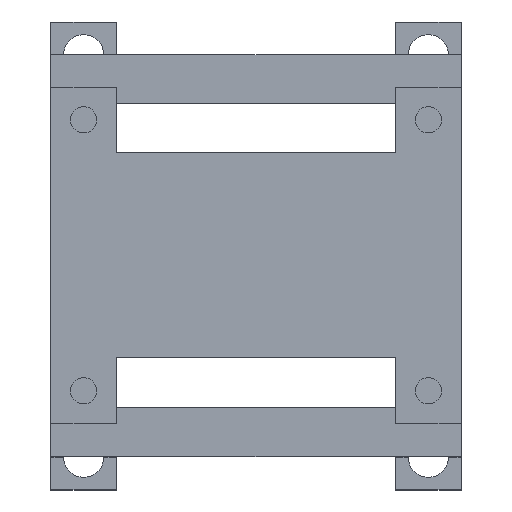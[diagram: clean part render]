
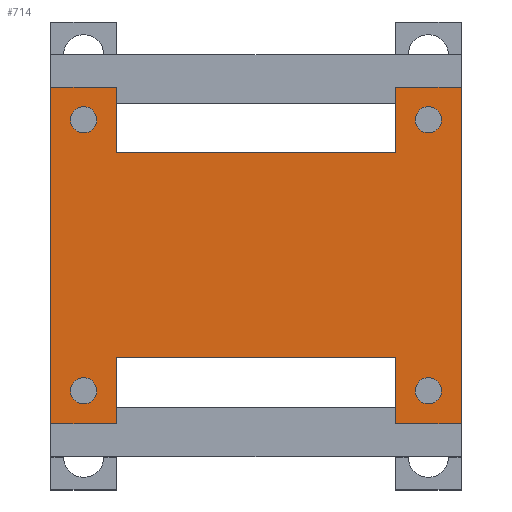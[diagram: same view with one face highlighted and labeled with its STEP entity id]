
A CAD part, top view. The second image highlights one B-rep face of the part: STEP entity #714.
In plain terms, the highlighted planar face has unit normal (0, 0, 1).
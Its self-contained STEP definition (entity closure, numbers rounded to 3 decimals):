
#74=CARTESIAN_POINT('Vertex',(17.,12.5,0.5)) ;
#88=CARTESIAN_POINT('Vertex',(-17.,12.5,0.5)) ;
#91=CARTESIAN_POINT('Line Origine',(0.,12.5,0.5)) ;
#119=CARTESIAN_POINT('Vertex',(-17.,20.5,0.5)) ;
#122=CARTESIAN_POINT('Line Origine',(-17.,16.5,0.5)) ;
#150=CARTESIAN_POINT('Vertex',(-25.,20.5,0.5)) ;
#153=CARTESIAN_POINT('Line Origine',(-21.,20.5,0.5)) ;
#181=CARTESIAN_POINT('Vertex',(-25.,-20.5,0.5)) ;
#184=CARTESIAN_POINT('Line Origine',(-25.,0.,0.5)) ;
#212=CARTESIAN_POINT('Vertex',(-17.,-20.5,0.5)) ;
#215=CARTESIAN_POINT('Line Origine',(-21.,-20.5,0.5)) ;
#238=CARTESIAN_POINT('Vertex',(-17.,-12.5,0.5)) ;
#241=CARTESIAN_POINT('Line Origine',(-17.,-16.5,0.5)) ;
#269=CARTESIAN_POINT('Vertex',(17.,-12.5,0.5)) ;
#272=CARTESIAN_POINT('Line Origine',(0.,-12.5,0.5)) ;
#300=CARTESIAN_POINT('Vertex',(17.,-20.5,0.5)) ;
#303=CARTESIAN_POINT('Line Origine',(17.,-16.5,0.5)) ;
#326=CARTESIAN_POINT('Vertex',(25.,-20.5,0.5)) ;
#329=CARTESIAN_POINT('Line Origine',(21.,-20.5,0.5)) ;
#357=CARTESIAN_POINT('Vertex',(25.,20.5,0.5)) ;
#360=CARTESIAN_POINT('Line Origine',(25.,0.,0.5)) ;
#383=CARTESIAN_POINT('Vertex',(17.,20.5,0.5)) ;
#386=CARTESIAN_POINT('Line Origine',(21.,20.5,0.5)) ;
#403=CARTESIAN_POINT('Line Origine',(17.,16.5,0.5)) ;
#420=CARTESIAN_POINT('Axis2P3D Location',(21.,16.5,0.5)) ;
#424=CARTESIAN_POINT('Vertex',(19.4,16.5,0.5)) ;
#426=CARTESIAN_POINT('Vertex',(22.6,16.5,0.5)) ;
#455=CARTESIAN_POINT('Axis2P3D Location',(21.,16.5,0.5)) ;
#477=CARTESIAN_POINT('Axis2P3D Location',(21.,-16.5,0.5)) ;
#481=CARTESIAN_POINT('Vertex',(19.4,-16.5,0.5)) ;
#483=CARTESIAN_POINT('Vertex',(22.6,-16.5,0.5)) ;
#512=CARTESIAN_POINT('Axis2P3D Location',(21.,-16.5,0.5)) ;
#534=CARTESIAN_POINT('Axis2P3D Location',(-21.,-16.5,0.5)) ;
#538=CARTESIAN_POINT('Vertex',(-19.4,-16.5,0.5)) ;
#540=CARTESIAN_POINT('Vertex',(-22.6,-16.5,0.5)) ;
#569=CARTESIAN_POINT('Axis2P3D Location',(-21.,-16.5,0.5)) ;
#591=CARTESIAN_POINT('Axis2P3D Location',(-21.,16.5,0.5)) ;
#595=CARTESIAN_POINT('Vertex',(-19.4,16.5,0.5)) ;
#597=CARTESIAN_POINT('Vertex',(-22.6,16.5,0.5)) ;
#626=CARTESIAN_POINT('Axis2P3D Location',(-21.,16.5,0.5)) ;
#679=CARTESIAN_POINT('Axis2P3D Location',(0.,0.,0.5)) ;
#92=DIRECTION('Vector Direction',(1.,0.,0.)) ;
#123=DIRECTION('Vector Direction',(0.,1.,0.)) ;
#154=DIRECTION('Vector Direction',(-1.,0.,0.)) ;
#185=DIRECTION('Vector Direction',(0.,-1.,0.)) ;
#216=DIRECTION('Vector Direction',(-1.,0.,0.)) ;
#242=DIRECTION('Vector Direction',(0.,-1.,0.)) ;
#273=DIRECTION('Vector Direction',(-1.,0.,0.)) ;
#304=DIRECTION('Vector Direction',(0.,-1.,0.)) ;
#330=DIRECTION('Vector Direction',(1.,0.,0.)) ;
#361=DIRECTION('Vector Direction',(0.,-1.,0.)) ;
#387=DIRECTION('Vector Direction',(1.,0.,0.)) ;
#404=DIRECTION('Vector Direction',(0.,1.,0.)) ;
#421=DIRECTION('Axis2P3D Direction',(0.,0.,1.)) ;
#456=DIRECTION('Axis2P3D Direction',(0.,0.,1.)) ;
#478=DIRECTION('Axis2P3D Direction',(0.,0.,1.)) ;
#513=DIRECTION('Axis2P3D Direction',(0.,0.,1.)) ;
#535=DIRECTION('Axis2P3D Direction',(0.,0.,1.)) ;
#570=DIRECTION('Axis2P3D Direction',(0.,0.,1.)) ;
#592=DIRECTION('Axis2P3D Direction',(0.,0.,1.)) ;
#627=DIRECTION('Axis2P3D Direction',(0.,0.,1.)) ;
#680=DIRECTION('Axis2P3D Direction',(0.,0.,1.)) ;
#681=DIRECTION('Axis2P3D XDirection',(1.,0.,0.)) ;
#422=AXIS2_PLACEMENT_3D('Circle Axis2P3D',#420,#421,$) ;
#457=AXIS2_PLACEMENT_3D('Circle Axis2P3D',#455,#456,$) ;
#479=AXIS2_PLACEMENT_3D('Circle Axis2P3D',#477,#478,$) ;
#514=AXIS2_PLACEMENT_3D('Circle Axis2P3D',#512,#513,$) ;
#536=AXIS2_PLACEMENT_3D('Circle Axis2P3D',#534,#535,$) ;
#571=AXIS2_PLACEMENT_3D('Circle Axis2P3D',#569,#570,$) ;
#593=AXIS2_PLACEMENT_3D('Circle Axis2P3D',#591,#592,$) ;
#628=AXIS2_PLACEMENT_3D('Circle Axis2P3D',#626,#627,$) ;
#682=AXIS2_PLACEMENT_3D('Plane Axis2P3D',#679,#680,#681) ;
#685=ORIENTED_EDGE('',*,*,#95,.T.) ;
#686=ORIENTED_EDGE('',*,*,#126,.T.) ;
#687=ORIENTED_EDGE('',*,*,#157,.T.) ;
#688=ORIENTED_EDGE('',*,*,#188,.T.) ;
#689=ORIENTED_EDGE('',*,*,#219,.T.) ;
#690=ORIENTED_EDGE('',*,*,#245,.T.) ;
#691=ORIENTED_EDGE('',*,*,#276,.T.) ;
#692=ORIENTED_EDGE('',*,*,#307,.T.) ;
#693=ORIENTED_EDGE('',*,*,#333,.T.) ;
#694=ORIENTED_EDGE('',*,*,#364,.T.) ;
#695=ORIENTED_EDGE('',*,*,#390,.T.) ;
#696=ORIENTED_EDGE('',*,*,#407,.T.) ;
#699=ORIENTED_EDGE('',*,*,#428,.F.) ;
#700=ORIENTED_EDGE('',*,*,#459,.F.) ;
#703=ORIENTED_EDGE('',*,*,#485,.F.) ;
#704=ORIENTED_EDGE('',*,*,#516,.F.) ;
#707=ORIENTED_EDGE('',*,*,#542,.F.) ;
#708=ORIENTED_EDGE('',*,*,#573,.F.) ;
#711=ORIENTED_EDGE('',*,*,#599,.F.) ;
#712=ORIENTED_EDGE('',*,*,#630,.F.) ;
#701=FACE_BOUND('',#698,.T.) ;
#705=FACE_BOUND('',#702,.T.) ;
#709=FACE_BOUND('',#706,.T.) ;
#713=FACE_BOUND('',#710,.T.) ;
#93=VECTOR('Line Direction',#92,1.) ;
#124=VECTOR('Line Direction',#123,1.) ;
#155=VECTOR('Line Direction',#154,1.) ;
#186=VECTOR('Line Direction',#185,1.) ;
#217=VECTOR('Line Direction',#216,1.) ;
#243=VECTOR('Line Direction',#242,1.) ;
#274=VECTOR('Line Direction',#273,1.) ;
#305=VECTOR('Line Direction',#304,1.) ;
#331=VECTOR('Line Direction',#330,1.) ;
#362=VECTOR('Line Direction',#361,1.) ;
#388=VECTOR('Line Direction',#387,1.) ;
#405=VECTOR('Line Direction',#404,1.) ;
#714=ADVANCED_FACE('PartBody',(#697,#701,#705,#709,#713),#683,.T.) ;
#423=CIRCLE('generated circle',#422,1.6) ;
#458=CIRCLE('generated circle',#457,1.6) ;
#480=CIRCLE('generated circle',#479,1.6) ;
#515=CIRCLE('generated circle',#514,1.6) ;
#537=CIRCLE('generated circle',#536,1.6) ;
#572=CIRCLE('generated circle',#571,1.6) ;
#594=CIRCLE('generated circle',#593,1.6) ;
#629=CIRCLE('generated circle',#628,1.6) ;
#95=EDGE_CURVE('',#75,#89,#94,.F.) ;
#126=EDGE_CURVE('',#89,#120,#125,.T.) ;
#157=EDGE_CURVE('',#120,#151,#156,.T.) ;
#188=EDGE_CURVE('',#151,#182,#187,.T.) ;
#219=EDGE_CURVE('',#182,#213,#218,.F.) ;
#245=EDGE_CURVE('',#213,#239,#244,.F.) ;
#276=EDGE_CURVE('',#239,#270,#275,.F.) ;
#307=EDGE_CURVE('',#270,#301,#306,.T.) ;
#333=EDGE_CURVE('',#301,#327,#332,.T.) ;
#364=EDGE_CURVE('',#327,#358,#363,.F.) ;
#390=EDGE_CURVE('',#358,#384,#389,.F.) ;
#407=EDGE_CURVE('',#384,#75,#406,.F.) ;
#428=EDGE_CURVE('',#425,#427,#423,.T.) ;
#459=EDGE_CURVE('',#427,#425,#458,.T.) ;
#485=EDGE_CURVE('',#482,#484,#480,.T.) ;
#516=EDGE_CURVE('',#484,#482,#515,.T.) ;
#542=EDGE_CURVE('',#539,#541,#537,.T.) ;
#573=EDGE_CURVE('',#541,#539,#572,.T.) ;
#599=EDGE_CURVE('',#596,#598,#594,.T.) ;
#630=EDGE_CURVE('',#598,#596,#629,.T.) ;
#684=EDGE_LOOP('',(#685,#686,#687,#688,#689,#690,#691,#692,#693,#694,#695,#696)) ;
#698=EDGE_LOOP('',(#699,#700)) ;
#702=EDGE_LOOP('',(#703,#704)) ;
#706=EDGE_LOOP('',(#707,#708)) ;
#710=EDGE_LOOP('',(#711,#712)) ;
#697=FACE_OUTER_BOUND('',#684,.T.) ;
#94=LINE('Line',#91,#93) ;
#125=LINE('Line',#122,#124) ;
#156=LINE('Line',#153,#155) ;
#187=LINE('Line',#184,#186) ;
#218=LINE('Line',#215,#217) ;
#244=LINE('Line',#241,#243) ;
#275=LINE('Line',#272,#274) ;
#306=LINE('Line',#303,#305) ;
#332=LINE('Line',#329,#331) ;
#363=LINE('Line',#360,#362) ;
#389=LINE('Line',#386,#388) ;
#406=LINE('Line',#403,#405) ;
#683=PLANE('',#682) ;
#75=VERTEX_POINT('',#74) ;
#89=VERTEX_POINT('',#88) ;
#120=VERTEX_POINT('',#119) ;
#151=VERTEX_POINT('',#150) ;
#182=VERTEX_POINT('',#181) ;
#213=VERTEX_POINT('',#212) ;
#239=VERTEX_POINT('',#238) ;
#270=VERTEX_POINT('',#269) ;
#301=VERTEX_POINT('',#300) ;
#327=VERTEX_POINT('',#326) ;
#358=VERTEX_POINT('',#357) ;
#384=VERTEX_POINT('',#383) ;
#425=VERTEX_POINT('',#424) ;
#427=VERTEX_POINT('',#426) ;
#482=VERTEX_POINT('',#481) ;
#484=VERTEX_POINT('',#483) ;
#539=VERTEX_POINT('',#538) ;
#541=VERTEX_POINT('',#540) ;
#596=VERTEX_POINT('',#595) ;
#598=VERTEX_POINT('',#597) ;
